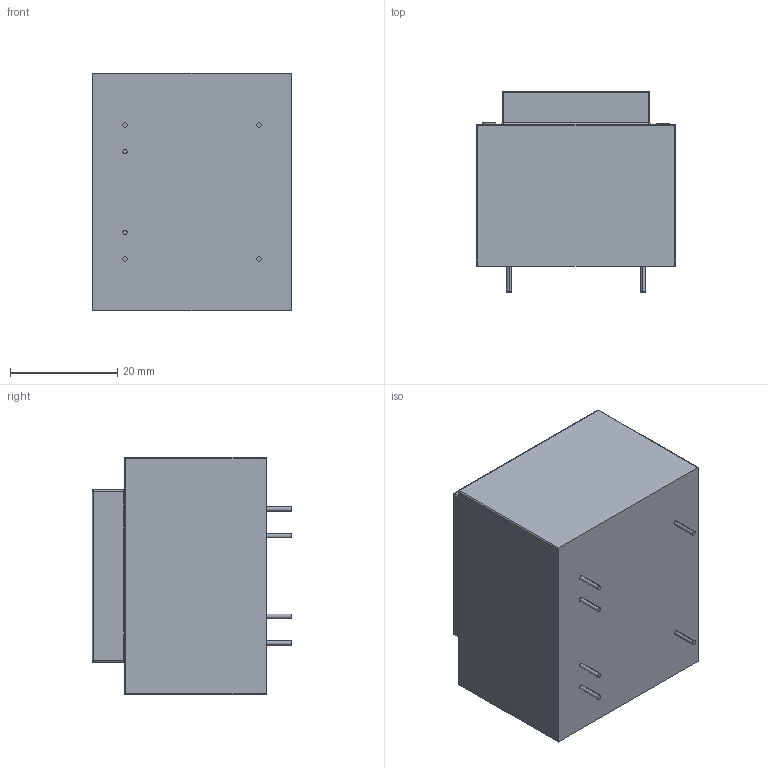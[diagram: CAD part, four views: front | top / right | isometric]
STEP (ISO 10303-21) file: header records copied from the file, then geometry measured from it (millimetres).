
FILE_DESCRIPTION(('STEP AP214'),'1');
FILE_NAME('18115.stp','2018-12-21T22:11:01',('TraceParts'),('TraceParts S.A.'),'Spatial InterOp 3D',' ',' ');
FILE_SCHEMA(('AUTOMOTIVE_DESIGN { 1 0 10303 214 1 1 1 1 }'));
Length unit declared in the file: millimetre
Products named in the file (1): 18115
Bounding box: 37.1 x 37.3 x 44.3 mm (x, y, z)
Volume: 48880.2 mm3; surface area: 8395.3 mm2
Topology: 1 solids, 1 shells, 485 faces, 1260 edges, 824 vertices
Faces by surface type: plane 278, bspline 161, cylinder 34, sphere 8, torus 4
Entity records: 28037 total; most frequent: CARTESIAN_POINT 13339, ORIENTED_EDGE 2504, DIRECTION 1652, EDGE_CURVE 1252, LINE 858, VECTOR 858, VERTEX_POINT 824, EDGE_LOOP 540
